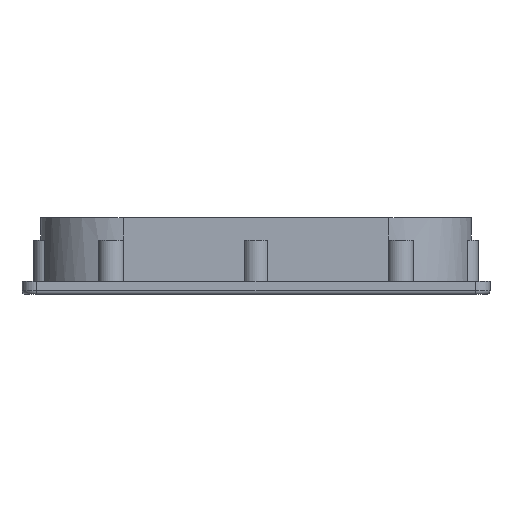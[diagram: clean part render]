
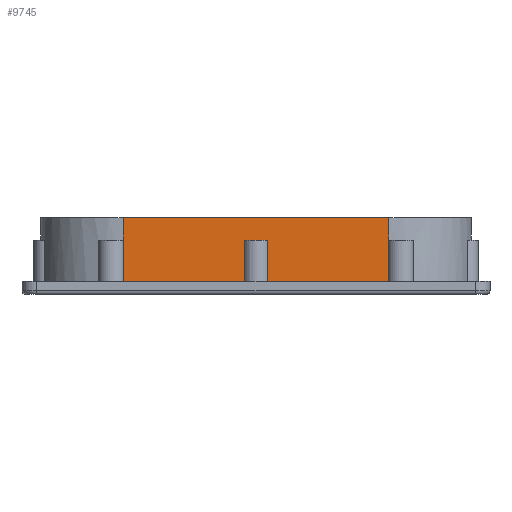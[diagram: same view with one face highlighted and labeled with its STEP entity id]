
A CAD part, front view. The second image highlights one B-rep face of the part: STEP entity #9745.
In plain terms, the highlighted planar face has unit normal (0, -1, 0).
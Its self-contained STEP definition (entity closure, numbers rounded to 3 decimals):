
#36 = ORIENTED_EDGE ( 'NONE', *, *, #6372, .F. ) ;
#198 = CARTESIAN_POINT ( 'NONE',  ( 59.338, 4.5, 3.5 ) ) ;
#269 = ORIENTED_EDGE ( 'NONE', *, *, #14925, .T. ) ;
#366 = LINE ( 'NONE', #6227, #10563 ) ;
#371 = CARTESIAN_POINT ( 'NONE',  ( 65.662, 4.5, 3.5 ) ) ;
#404 = CARTESIAN_POINT ( 'NONE',  ( 98., 4.5, 3.5 ) ) ;
#425 = ORIENTED_EDGE ( 'NONE', *, *, #5844, .F. ) ;
#555 = DIRECTION ( 'NONE',  ( 0., 0., -1. ) ) ;
#588 = DIRECTION ( 'NONE',  ( 0., 0., -1. ) ) ;
#769 = VERTEX_POINT ( 'NONE', #404 ) ;
#1589 = DIRECTION ( 'NONE',  ( 0., 0., -1. ) ) ;
#1635 = EDGE_CURVE ( 'NONE', #13838, #4303, #3309, .T. ) ;
#1748 = ORIENTED_EDGE ( 'NONE', *, *, #1635, .T. ) ;
#1752 = CARTESIAN_POINT ( 'NONE',  ( 27., 4.5, 3.5 ) ) ;
#1756 = AXIS2_PLACEMENT_3D ( 'NONE', #9195, #4436, #12715 ) ;
#2129 = VERTEX_POINT ( 'NONE', #14441 ) ;
#2148 = LINE ( 'NONE', #11283, #8830 ) ;
#2329 = VECTOR ( 'NONE', #588, 1000. ) ;
#2424 = ORIENTED_EDGE ( 'NONE', *, *, #11614, .F. ) ;
#2674 = EDGE_CURVE ( 'NONE', #3085, #8409, #5151, .T. ) ;
#2959 = VECTOR ( 'NONE', #13176, 1000. ) ;
#3085 = VERTEX_POINT ( 'NONE', #1752 ) ;
#3309 = LINE ( 'NONE', #3763, #2959 ) ;
#3763 = CARTESIAN_POINT ( 'NONE',  ( 27., 4.5, 14.5 ) ) ;
#3979 = CARTESIAN_POINT ( 'NONE',  ( 59.338, 4.5, 14.5 ) ) ;
#4096 = VECTOR ( 'NONE', #4415, 1000. ) ;
#4148 = CARTESIAN_POINT ( 'NONE',  ( 4.1, 4.5, 3.5 ) ) ;
#4223 = ORIENTED_EDGE ( 'NONE', *, *, #14388, .F. ) ;
#4303 = VERTEX_POINT ( 'NONE', #5769 ) ;
#4415 = DIRECTION ( 'NONE',  ( 0., 0., 1. ) ) ;
#4436 = DIRECTION ( 'NONE',  ( 0., 1., 0. ) ) ;
#4725 = VECTOR ( 'NONE', #12671, 1000. ) ;
#5151 = LINE ( 'NONE', #4148, #12552 ) ;
#5298 = EDGE_CURVE ( 'NONE', #14130, #6165, #2148, .T. ) ;
#5753 = VECTOR ( 'NONE', #14143, 1000. ) ;
#5769 = CARTESIAN_POINT ( 'NONE',  ( 65.662, 4.5, 14.5 ) ) ;
#5824 = ORIENTED_EDGE ( 'NONE', *, *, #2674, .T. ) ;
#5844 = EDGE_CURVE ( 'NONE', #2129, #14218, #10131, .T. ) ;
#6165 = VERTEX_POINT ( 'NONE', #9855 ) ;
#6227 = CARTESIAN_POINT ( 'NONE',  ( 98., 4.5, 14.5 ) ) ;
#6290 = LINE ( 'NONE', #12643, #4096 ) ;
#6372 = EDGE_CURVE ( 'NONE', #3085, #6165, #10481, .T. ) ;
#6446 = VECTOR ( 'NONE', #13064, 1000. ) ;
#6964 = VECTOR ( 'NONE', #1589, 1000. ) ;
#7095 = ORIENTED_EDGE ( 'NONE', *, *, #11820, .F. ) ;
#7153 = CARTESIAN_POINT ( 'NONE',  ( 27., 4.5, 20.5 ) ) ;
#7650 = FACE_OUTER_BOUND ( 'NONE', #9573, .T. ) ;
#8307 = CARTESIAN_POINT ( 'NONE',  ( 27., 4.5, 20.5 ) ) ;
#8355 = CARTESIAN_POINT ( 'NONE',  ( 98., 4.5, 14.5 ) ) ;
#8409 = VERTEX_POINT ( 'NONE', #198 ) ;
#8830 = VECTOR ( 'NONE', #555, 1000. ) ;
#9114 = VERTEX_POINT ( 'NONE', #371 ) ;
#9195 = CARTESIAN_POINT ( 'NONE',  ( 27., 4.5, 20.5 ) ) ;
#9573 = EDGE_LOOP ( 'NONE', ( #7095, #269, #2424, #425, #12966, #12330, #36, #5824, #4223, #1748 ) ) ;
#9745 = ADVANCED_FACE ( 'NONE', ( #7650 ), #13802, .F. ) ;
#9782 = LINE ( 'NONE', #13273, #6446 ) ;
#9855 = CARTESIAN_POINT ( 'NONE',  ( 27., 4.5, 14.5 ) ) ;
#10131 = LINE ( 'NONE', #11160, #2329 ) ;
#10481 = LINE ( 'NONE', #10497, #4725 ) ;
#10497 = CARTESIAN_POINT ( 'NONE',  ( 27., 4.5, 14.5 ) ) ;
#10563 = VECTOR ( 'NONE', #12040, 1000. ) ;
#10689 = LINE ( 'NONE', #14553, #6964 ) ;
#11160 = CARTESIAN_POINT ( 'NONE',  ( 98., 4.5, 20.5 ) ) ;
#11283 = CARTESIAN_POINT ( 'NONE',  ( 27., 4.5, 20.5 ) ) ;
#11414 = EDGE_CURVE ( 'NONE', #14130, #2129, #15194, .T. ) ;
#11614 = EDGE_CURVE ( 'NONE', #14218, #769, #366, .T. ) ;
#11820 = EDGE_CURVE ( 'NONE', #9114, #4303, #6290, .T. ) ;
#12040 = DIRECTION ( 'NONE',  ( 0., 0., -1. ) ) ;
#12330 = ORIENTED_EDGE ( 'NONE', *, *, #5298, .T. ) ;
#12435 = DIRECTION ( 'NONE',  ( 1., 0., 0. ) ) ;
#12552 = VECTOR ( 'NONE', #12435, 1000. ) ;
#12643 = CARTESIAN_POINT ( 'NONE',  ( 65.662, 4.5, 14.5 ) ) ;
#12671 = DIRECTION ( 'NONE',  ( 0., 0., 1. ) ) ;
#12715 = DIRECTION ( 'NONE',  ( -1., 0., 0. ) ) ;
#12966 = ORIENTED_EDGE ( 'NONE', *, *, #11414, .F. ) ;
#13064 = DIRECTION ( 'NONE',  ( 1., 0., 0. ) ) ;
#13176 = DIRECTION ( 'NONE',  ( 1., 0., 0. ) ) ;
#13273 = CARTESIAN_POINT ( 'NONE',  ( 4.1, 4.5, 3.5 ) ) ;
#13802 = PLANE ( 'NONE',  #1756 ) ;
#13838 = VERTEX_POINT ( 'NONE', #3979 ) ;
#14130 = VERTEX_POINT ( 'NONE', #8307 ) ;
#14143 = DIRECTION ( 'NONE',  ( 1., 0., 0. ) ) ;
#14218 = VERTEX_POINT ( 'NONE', #8355 ) ;
#14388 = EDGE_CURVE ( 'NONE', #13838, #8409, #10689, .T. ) ;
#14441 = CARTESIAN_POINT ( 'NONE',  ( 98., 4.5, 20.5 ) ) ;
#14553 = CARTESIAN_POINT ( 'NONE',  ( 59.338, 4.5, 14.5 ) ) ;
#14925 = EDGE_CURVE ( 'NONE', #9114, #769, #9782, .T. ) ;
#15194 = LINE ( 'NONE', #7153, #5753 ) ;
